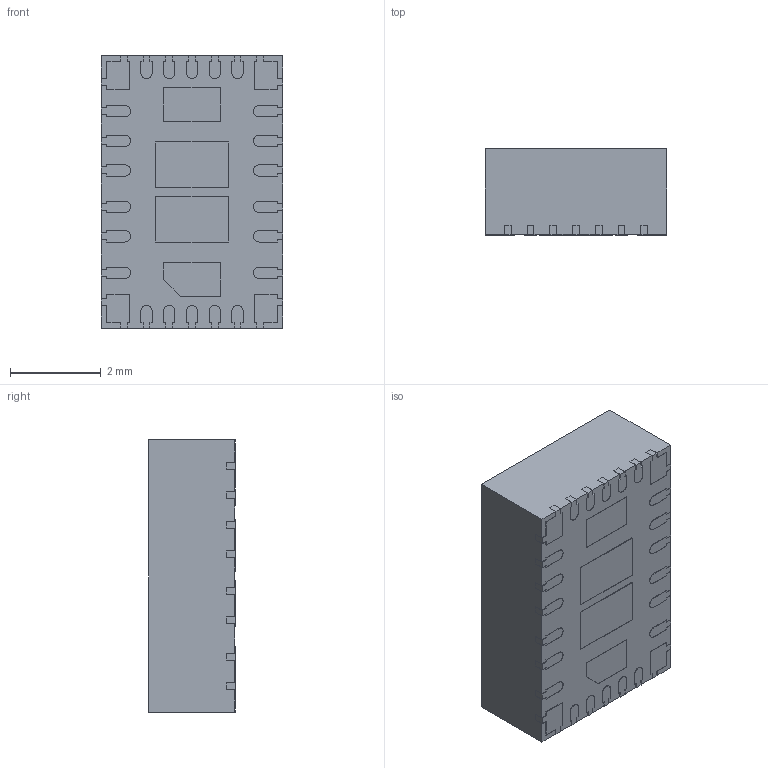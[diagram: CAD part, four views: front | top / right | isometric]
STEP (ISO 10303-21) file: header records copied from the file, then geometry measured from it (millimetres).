
FILE_DESCRIPTION (( 'STEP AP214' ), '1' );
FILE_NAME ('TPSM63602V3RDHR.STEP', '2023-09-26T03:54:04', ( '' ), ( '' ), 'SwSTEP 2.0', 'SolidWorks 2021', '' );
FILE_SCHEMA (( 'AUTOMOTIVE_DESIGN' ));
Length unit declared in the file: millimetre
Products named in the file (1): TPSM63602V3RDHR
Bounding box: 4 x 1.9 x 6 mm (x, y, z)
Volume: 45.5 mm3; surface area: 120.6 mm2
Topology: 32 solids, 32 shells, 548 faces, 1449 edges, 966 vertices
Faces by surface type: plane 490, cylinder 58
Entity records: 17022 total; most frequent: CARTESIAN_POINT 2964, ORIENTED_EDGE 2898, DIRECTION 2663, EDGE_CURVE 1449, VECTOR 1333, LINE 1333, VERTEX_POINT 966, AXIS2_PLACEMENT_3D 665
